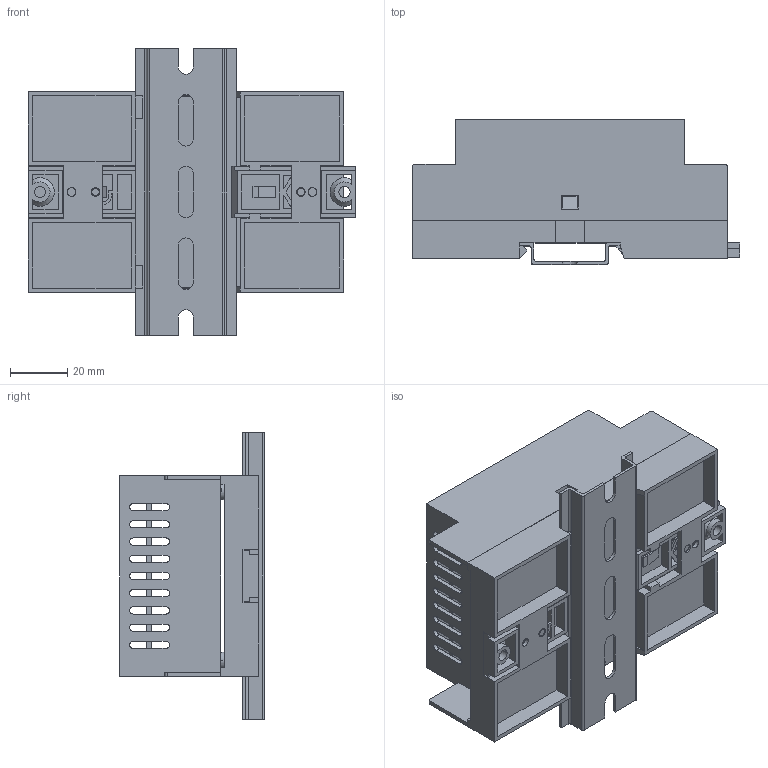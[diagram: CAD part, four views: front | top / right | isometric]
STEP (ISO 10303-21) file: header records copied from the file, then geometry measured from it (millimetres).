
FILE_DESCRIPTION (( 'STEP AP214' ), '1' );
FILE_NAME ('CESV-70-01.STEP', '2022-11-12T10:23:49', ( '' ), ( '' ), 'SwSTEP 2.0', 'SolidWorks 2017', '' );
FILE_SCHEMA (( 'AUTOMOTIVE_DESIGN' ));
Length unit declared in the file: millimetre
Products named in the file (10): Screw-small; Rail-35; Screw-smallest; Base plate - MDB-70; Clip-Big; Base PCB-MDP-70-01; CESV-70-01; Clip-Small; Display PCB^CES-70; TopCover with Ventilation - CESVC-70
Assembly tree (13 placements, depth 2):
  CESV-70-01
    Base plate - MDB-70
    Clip-Big
    Clip-Small
    Base PCB-MDP-70-01
    Screw-small  x2
    Rail-35
    Display PCB^CES-70
    Screw-smallest  x4
    TopCover with Ventilation - CESVC-70
Bounding box: 114.3 x 50.55 x 100 mm (x, y, z)
Volume: 65234.2 mm3; surface area: 100954 mm2
Topology: 13 solids, 13 shells, 785 faces, 2176 edges, 1422 vertices
Faces by surface type: plane 460, cylinder 247, cone 40, torus 22, bspline 16
Entity records: 22748 total; most frequent: CARTESIAN_POINT 4133, ORIENTED_EDGE 3812, DIRECTION 3710, EDGE_CURVE 1906, VECTOR 1362, LINE 1362, VERTEX_POINT 1255, AXIS2_PLACEMENT_3D 1174
